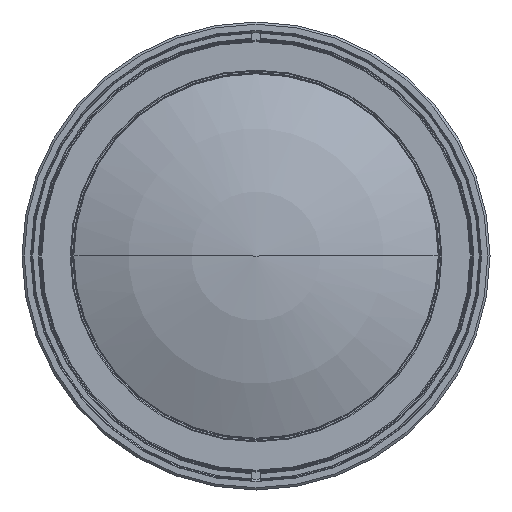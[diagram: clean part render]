
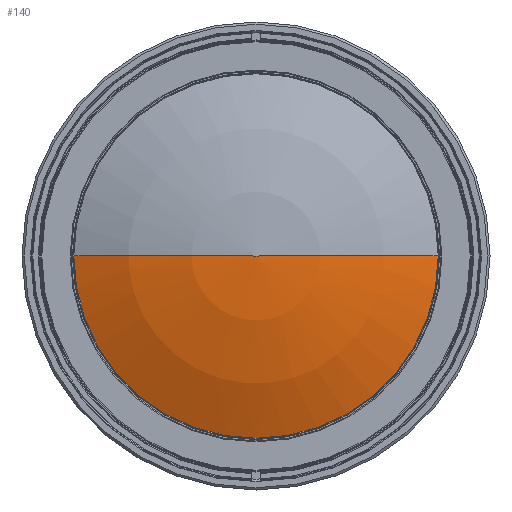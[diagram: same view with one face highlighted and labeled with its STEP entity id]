
A CAD part, left-side view. The second image highlights one B-rep face of the part: STEP entity #140.
In plain terms, the highlighted spherical face has radius 101.62 mm.
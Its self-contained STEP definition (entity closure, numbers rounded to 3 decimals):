
#23=CARTESIAN_POINT('',(102.76,0.,
0.));
#24=DIRECTION('',(0.,0.,1.));
#25=DIRECTION('',(-0.911,0.411,0.));
#26=AXIS2_PLACEMENT_3D('',#23,#24,#25);
#28=CARTESIAN_POINT('',(102.76,0.,
0.));
#29=DIRECTION('',(0.,0.,1.));
#30=DIRECTION('',(-1.,0.,0.));
#31=AXIS2_PLACEMENT_3D('',#28,#29,#30);
#33=CARTESIAN_POINT('',(10.135,0.,0.));
#34=DIRECTION('',(1.,0.,0.));
#35=DIRECTION('',(0.,-1.,0.));
#36=AXIS2_PLACEMENT_3D('',#33,#34,#35);
#121=CARTESIAN_POINT('',(10.135,41.8,0.));
#122=VERTEX_POINT('',#121);
#123=CARTESIAN_POINT('',(10.135,-41.8,0.));
#124=VERTEX_POINT('',#123);
#125=CARTESIAN_POINT('',(1.14,0.,0.));
#126=VERTEX_POINT('',#125);
#127=CARTESIAN_POINT('',(102.76,0.,
0.));
#128=DIRECTION('',(-1.,0.,0.));
#129=DIRECTION('',(0.,1.,0.));
#130=AXIS2_PLACEMENT_3D('',#127,#128,#129);
#131=SPHERICAL_SURFACE('',#130,101.62);
#133=ORIENTED_EDGE('',*,*,#132,.T.);
#135=ORIENTED_EDGE('',*,*,#134,.T.);
#137=ORIENTED_EDGE('',*,*,#136,.T.);
#138=EDGE_LOOP('',(#133,#135,#137));
#139=FACE_OUTER_BOUND('',#138,.F.);
#27=CIRCLE('',#26,101.62);
#32=CIRCLE('',#31,101.62);
#37=CIRCLE('',#36,41.8);
#132=EDGE_CURVE('',#122,#126,#27,.T.);
#134=EDGE_CURVE('',#126,#124,#32,.T.);
#136=EDGE_CURVE('',#124,#122,#37,.T.);
#140=ADVANCED_FACE('',(#139),#131,.T.);
